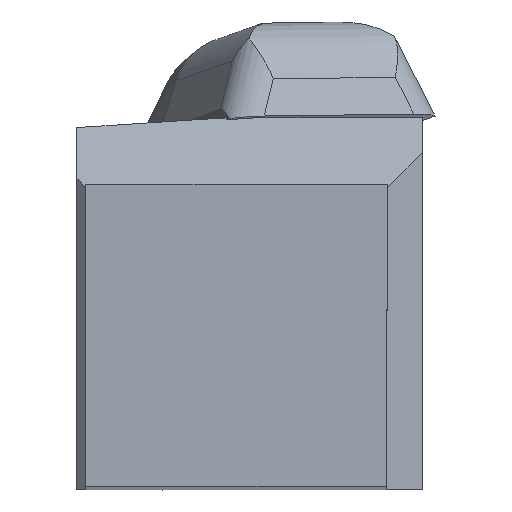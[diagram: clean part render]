
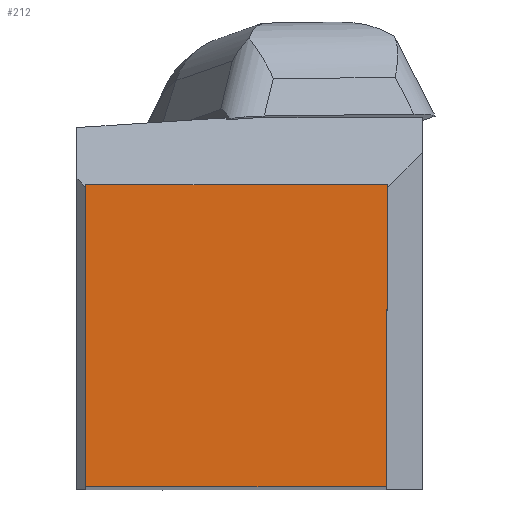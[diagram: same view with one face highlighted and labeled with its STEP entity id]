
A CAD part, top view. The second image highlights one B-rep face of the part: STEP entity #212.
In plain terms, the highlighted planar face has unit normal (0, 0, 1).
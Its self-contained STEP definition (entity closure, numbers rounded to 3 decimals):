
#146=FACE_OUTER_BOUND('',#617,.T.);
#212=ADVANCED_FACE('BLANK_BOXF006',(#146),#272,.F.);
#272=PLANE('',#1462);
#371=LINE('',#2130,#509);
#375=LINE('',#2138,#513);
#376=LINE('',#2140,#514);
#377=LINE('',#2142,#515);
#509=VECTOR('',#1688,1.);
#513=VECTOR('',#1694,1.);
#514=VECTOR('',#1695,1.);
#515=VECTOR('',#1696,1.);
#617=EDGE_LOOP('',(#795,#796,#797,#798));
#795=ORIENTED_EDGE('',*,*,#1233,.F.);
#796=ORIENTED_EDGE('',*,*,#1229,.F.);
#797=ORIENTED_EDGE('',*,*,#1234,.F.);
#798=ORIENTED_EDGE('',*,*,#1235,.F.);
#1089=VERTEX_POINT('',#2129);
#1090=VERTEX_POINT('',#2131);
#1093=VERTEX_POINT('',#2139);
#1094=VERTEX_POINT('',#2141);
#1229=EDGE_CURVE('',#1089,#1090,#371,.T.);
#1233=EDGE_CURVE('',#1090,#1093,#375,.T.);
#1234=EDGE_CURVE('',#1094,#1089,#376,.T.);
#1235=EDGE_CURVE('',#1093,#1094,#377,.T.);
#1462=AXIS2_PLACEMENT_3D('',#2143,#1697,#1698);
#1688=DIRECTION('',(-1.,0.,0.));
#1694=DIRECTION('',(0.,1.,0.));
#1695=DIRECTION('',(-0.004,-1.,0.));
#1696=DIRECTION('',(1.,0.,0.));
#1697=DIRECTION('',(0.,0.,-1.));
#1698=DIRECTION('',(-1.,0.,0.));
#2129=CARTESIAN_POINT('',(-0.087,0.,0.));
#2130=CARTESIAN_POINT('',(138.35,0.,0.));
#2131=CARTESIAN_POINT('',(-19.875,0.,0.));
#2138=CARTESIAN_POINT('',(-19.875,-138.35,0.));
#2139=CARTESIAN_POINT('',(-19.875,19.875,0.));
#2140=CARTESIAN_POINT('',(0.517,138.349,0.));
#2141=CARTESIAN_POINT('',(0.,19.875,0.));
#2142=CARTESIAN_POINT('',(-138.35,19.875,0.));
#2143=CARTESIAN_POINT('',(-29.35,-5.,0.));
